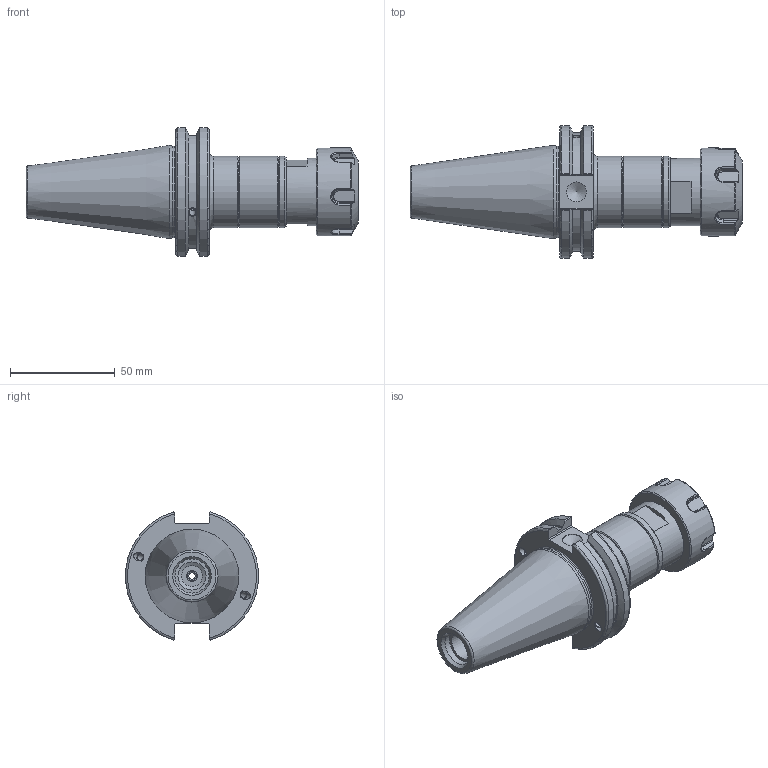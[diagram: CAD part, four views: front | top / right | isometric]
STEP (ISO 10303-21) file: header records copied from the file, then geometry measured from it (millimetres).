
FILE_DESCRIPTION(/* description */ (''),/* implementation_level */ '2;1');
FILE_NAME(/* name */ 'JK064SYT_CAT40ADB-SYTER20-90.stp',/* time_stamp */ '2024-11-06T14:35:59+09:00',/* author */ ('YSH'),/* organization */ (''),/* preprocessor_version */ 'ST-DEVELOPER v20',/* originating_system */ 'Autodesk Inventor 2025',/* authorisation */ '');
FILE_SCHEMA (('AUTOMOTIVE_DESIGN { 1 0 10303 214 3 1 1 }'));
Length unit declared in the file: millimetre
Products named in the file (5): LO-CAT40ADB-SYTER20-90; LO-CAT40ADB-SYTER20-90_1; ER25NUT; SYNCHRO-ER25-36; SYTER16-COVER(RED)
Assembly tree (4 placements, depth 2):
  LO-CAT40ADB-SYTER20-90
    LO-CAT40ADB-SYTER20-90_1
    ER25NUT
    SYNCHRO-ER25-36
    SYTER16-COVER(RED)
Bounding box: 158.25 x 63.26 x 61.09 mm (x, y, z)
Volume: 150058.6 mm3; surface area: 44882.4 mm2
Topology: 4 solids, 4 shells, 254 faces, 623 edges, 398 vertices
Faces by surface type: plane 99, cylinder 75, cone 48, torus 26, bspline 6
Full cylindrical faces by diameter (mm): 3 x1, 3.242 x8, 4 x6, 4.2 x6, 4.3 x1, 5.2 x1, 5.5 x1, 9.525 x1, 10 x1, 10.2 x1, 10.6 x1, 13.386 x1, 16.3 x1, 18 x1, 20.9 x1, 23 x1, 23.6 x1, 24 x1, 24.4 x1, 26.8 x1, 28.3 x2, 30 x4, 30.5 x1, 32 x1, 32.5 x1, 34 x3, 42 x1, 43.6 x1
Entity records: 8987 total; most frequent: CARTESIAN_POINT 2735, DIRECTION 1270, ORIENTED_EDGE 1224, EDGE_CURVE 612, AXIS2_PLACEMENT_3D 509, VERTEX_POINT 398, EDGE_LOOP 302, FACE_OUTER_BOUND 254
